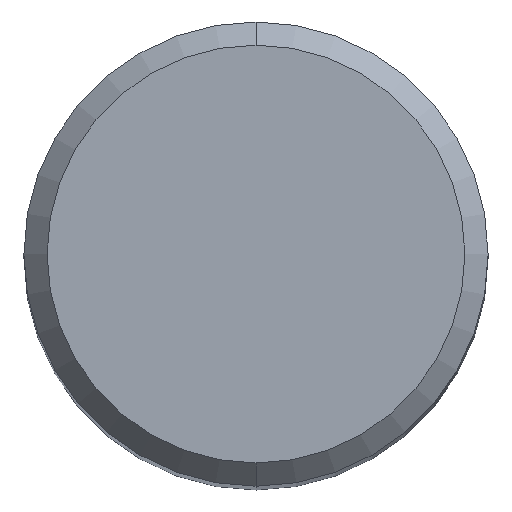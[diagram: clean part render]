
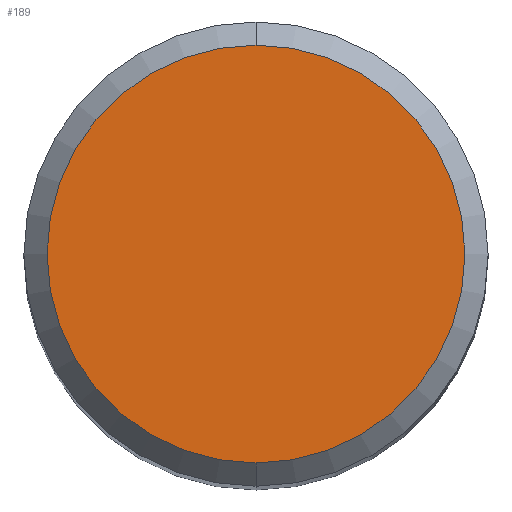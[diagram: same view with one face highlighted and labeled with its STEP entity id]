
A CAD part, top view. The second image highlights one B-rep face of the part: STEP entity #189.
In plain terms, the highlighted planar face has unit normal (0, 0, 1).
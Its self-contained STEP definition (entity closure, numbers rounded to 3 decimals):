
#189=ADVANCED_FACE('',(#498),#499,.T.);
#295=EDGE_CURVE('',#337,#427,#613,.T.);
#337=VERTEX_POINT('',#660);
#349=EDGE_CURVE('',#427,#337,#672,.T.);
#427=VERTEX_POINT('',#759);
#498=FACE_OUTER_BOUND('',#863,.T.);
#499=PLANE('',#864);
#613=CIRCLE('',#1043,3.6);
#660=CARTESIAN_POINT('',(0.0,3.6,0.0));
#672=CIRCLE('',#1125,3.6);
#759=CARTESIAN_POINT('',(0.,-3.6,0.0));
#863=EDGE_LOOP('',(#1476,#1477));
#864=AXIS2_PLACEMENT_3D('',#1478,#1479,#1480);
#1043=AXIS2_PLACEMENT_3D('',#1593,#1594,#1595);
#1125=AXIS2_PLACEMENT_3D('',#1655,#1656,#1657);
#1476=ORIENTED_EDGE('',*,*,#295,.F.);
#1477=ORIENTED_EDGE('',*,*,#349,.F.);
#1478=CARTESIAN_POINT('',(0.0,1.8,0.0));
#1479=DIRECTION('',(-0.0,0.0,1.0));
#1480=DIRECTION('',(0.0,-1.0,0.0));
#1593=CARTESIAN_POINT('',(0.0,0.0,0.0));
#1594=DIRECTION('',(0.0,0.0,-1.0));
#1595=DIRECTION('',(0.0,1.0,0.0));
#1655=CARTESIAN_POINT('',(0.0,0.0,0.0));
#1656=DIRECTION('',(0.0,0.0,-1.0));
#1657=DIRECTION('',(0.0,1.0,0.0));
